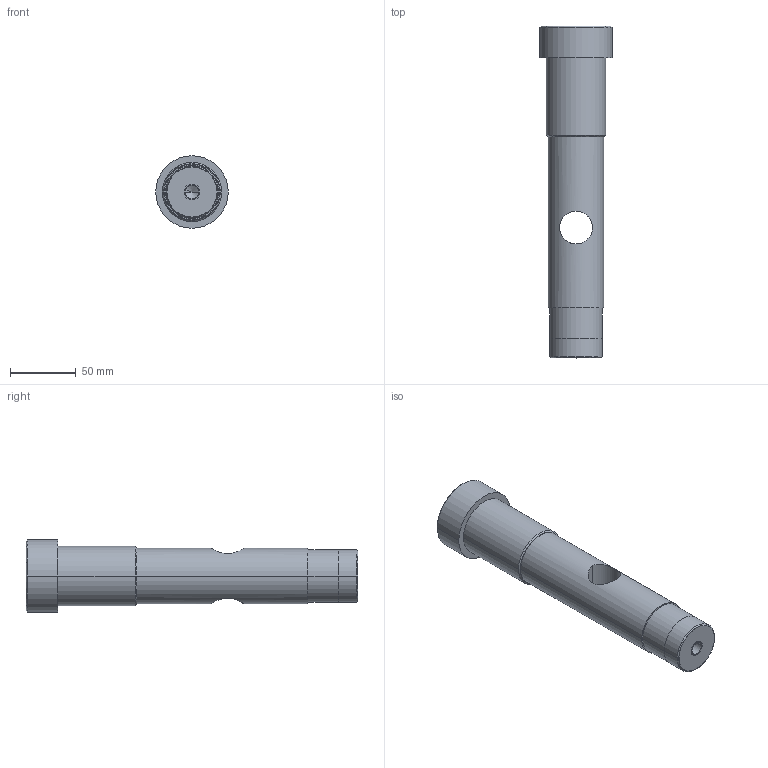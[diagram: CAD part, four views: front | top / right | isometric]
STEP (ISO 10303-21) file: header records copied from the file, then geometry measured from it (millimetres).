
FILE_DESCRIPTION((''),'2;1');
FILE_NAME('AXE_DC','2021-10-05T22:09:22',('laure'),(''),'CREO PARAMETRIC BY PTC INC, 2020281','CREO PARAMETRIC BY PTC INC, 2020281','');
FILE_SCHEMA(('CONFIG_CONTROL_DESIGN'));
Length unit declared in the file: millimetre
Products named in the file (1): AXE_DC
Bounding box: 55 x 252 x 55 mm (x, y, z)
Volume: 356678.2 mm3; surface area: 46749.2 mm2
Topology: 1 solids, 7 shells, 59 faces, 140 edges, 87 vertices
Faces by surface type: cylinder 32, cone 16, plane 11
Entity records: 1849 total; most frequent: CARTESIAN_POINT 437, DIRECTION 320, ORIENTED_EDGE 236, AXIS2_PLACEMENT_3D 136, EDGE_CURVE 130, VERTEX_POINT 87, CIRCLE 76, EDGE_LOOP 75
